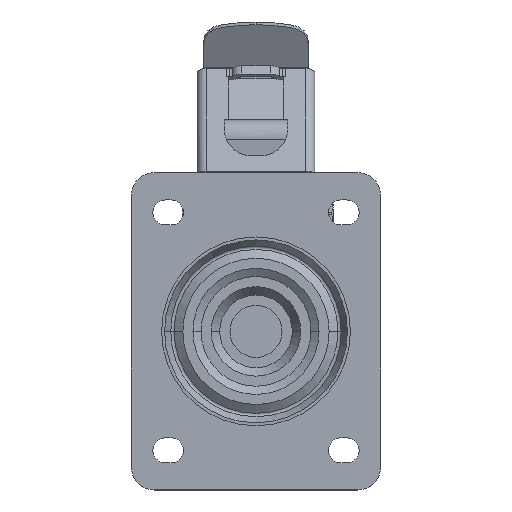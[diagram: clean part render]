
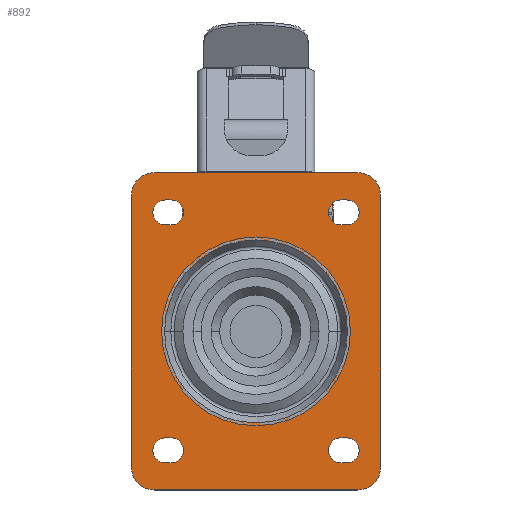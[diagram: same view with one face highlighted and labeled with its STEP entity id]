
A CAD part, top view. The second image highlights one B-rep face of the part: STEP entity #892.
In plain terms, the highlighted planar face has unit normal (0, 0, 1).
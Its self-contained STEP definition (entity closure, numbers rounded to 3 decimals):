
#892=ADVANCED_FACE('',(#1719,#1720,#1721,#1722,#1723,#1724),#1725,.F.);
#1719=FACE_BOUND('',#2516,.T.);
#1720=FACE_BOUND('',#2517,.T.);
#1721=FACE_BOUND('',#2518,.T.);
#1722=FACE_BOUND('',#2519,.T.);
#1723=FACE_BOUND('',#2520,.T.);
#1724=FACE_OUTER_BOUND('',#2521,.T.);
#1725=PLANE('',#2522);
#2516=EDGE_LOOP('',(#4763,#4764,#4765,#4766));
#2517=EDGE_LOOP('',(#4767,#4768,#4769,#4770));
#2518=EDGE_LOOP('',(#4771,#4772,#4773,#4774));
#2519=EDGE_LOOP('',(#4775,#4776,#4777,#4778));
#2520=EDGE_LOOP('',(#4779,#4780));
#2521=EDGE_LOOP('',(#4781,#4782,#4783,#4784,#4785,#4786,#4787,#4788));
#2522=AXIS2_PLACEMENT_3D('',#4789,#4790,#4791);
#4763=ORIENTED_EDGE('',*,*,#5631,.T.);
#4764=ORIENTED_EDGE('',*,*,#5635,.T.);
#4765=ORIENTED_EDGE('',*,*,#5622,.T.);
#4766=ORIENTED_EDGE('',*,*,#5627,.T.);
#4767=ORIENTED_EDGE('',*,*,#5647,.T.);
#4768=ORIENTED_EDGE('',*,*,#5651,.T.);
#4769=ORIENTED_EDGE('',*,*,#5638,.T.);
#4770=ORIENTED_EDGE('',*,*,#5643,.T.);
#4771=ORIENTED_EDGE('',*,*,#5663,.T.);
#4772=ORIENTED_EDGE('',*,*,#5667,.T.);
#4773=ORIENTED_EDGE('',*,*,#5654,.T.);
#4774=ORIENTED_EDGE('',*,*,#5659,.T.);
#4775=ORIENTED_EDGE('',*,*,#5679,.T.);
#4776=ORIENTED_EDGE('',*,*,#5683,.T.);
#4777=ORIENTED_EDGE('',*,*,#5670,.T.);
#4778=ORIENTED_EDGE('',*,*,#5675,.T.);
#4779=ORIENTED_EDGE('',*,*,#5618,.T.);
#4780=ORIENTED_EDGE('',*,*,#5687,.T.);
#4781=ORIENTED_EDGE('',*,*,#5719,.F.);
#4782=ORIENTED_EDGE('',*,*,#5691,.F.);
#4783=ORIENTED_EDGE('',*,*,#5696,.F.);
#4784=ORIENTED_EDGE('',*,*,#5700,.F.);
#4785=ORIENTED_EDGE('',*,*,#5704,.F.);
#4786=ORIENTED_EDGE('',*,*,#5708,.F.);
#4787=ORIENTED_EDGE('',*,*,#5712,.F.);
#4788=ORIENTED_EDGE('',*,*,#5716,.F.);
#4789=CARTESIAN_POINT('',(0.,0.0,0.0));
#4790=DIRECTION('',(0.0,0.0,-1.0));
#4791=DIRECTION('',(1.0,0.0,0.0));
#5618=EDGE_CURVE('',#6883,#6880,#6884,.T.);
#5622=EDGE_CURVE('',#6889,#6890,#6891,.T.);
#5627=EDGE_CURVE('',#6890,#6898,#6899,.T.);
#5631=EDGE_CURVE('',#6898,#6904,#6905,.T.);
#5635=EDGE_CURVE('',#6904,#6889,#6910,.T.);
#5638=EDGE_CURVE('',#6913,#6914,#6915,.T.);
#5643=EDGE_CURVE('',#6914,#6922,#6923,.T.);
#5647=EDGE_CURVE('',#6922,#6928,#6929,.T.);
#5651=EDGE_CURVE('',#6928,#6913,#6934,.T.);
#5654=EDGE_CURVE('',#6937,#6938,#6939,.T.);
#5659=EDGE_CURVE('',#6938,#6946,#6947,.T.);
#5663=EDGE_CURVE('',#6946,#6952,#6953,.T.);
#5667=EDGE_CURVE('',#6952,#6937,#6958,.T.);
#5670=EDGE_CURVE('',#6961,#6962,#6963,.T.);
#5675=EDGE_CURVE('',#6962,#6970,#6971,.T.);
#5679=EDGE_CURVE('',#6970,#6976,#6977,.T.);
#5683=EDGE_CURVE('',#6976,#6961,#6982,.T.);
#5687=EDGE_CURVE('',#6880,#6883,#6986,.T.);
#5691=EDGE_CURVE('',#6991,#6993,#6994,.T.);
#5696=EDGE_CURVE('',#6999,#6991,#7001,.T.);
#5700=EDGE_CURVE('',#7005,#6999,#7007,.T.);
#5704=EDGE_CURVE('',#7011,#7005,#7013,.T.);
#5708=EDGE_CURVE('',#7017,#7011,#7019,.T.);
#5712=EDGE_CURVE('',#7023,#7017,#7025,.T.);
#5716=EDGE_CURVE('',#7029,#7023,#7031,.T.);
#5719=EDGE_CURVE('',#6993,#7029,#7034,.T.);
#6880=VERTEX_POINT('',#9663);
#6883=VERTEX_POINT('',#9667);
#6884=CIRCLE('',#9668,40.34);
#6889=VERTEX_POINT('',#9674);
#6890=VERTEX_POINT('',#9675);
#6891=CIRCLE('',#9676,5.5);
#6898=VERTEX_POINT('',#9685);
#6899=LINE('',#9686,#9687);
#6904=VERTEX_POINT('',#9694);
#6905=CIRCLE('',#9695,5.5);
#6910=LINE('',#9701,#9702);
#6913=VERTEX_POINT('',#9706);
#6914=VERTEX_POINT('',#9707);
#6915=CIRCLE('',#9708,5.5);
#6922=VERTEX_POINT('',#9717);
#6923=LINE('',#9718,#9719);
#6928=VERTEX_POINT('',#9726);
#6929=CIRCLE('',#9727,5.5);
#6934=LINE('',#9733,#9734);
#6937=VERTEX_POINT('',#9738);
#6938=VERTEX_POINT('',#9739);
#6939=CIRCLE('',#9740,5.5);
#6946=VERTEX_POINT('',#9749);
#6947=LINE('',#9750,#9751);
#6952=VERTEX_POINT('',#9758);
#6953=CIRCLE('',#9759,5.5);
#6958=LINE('',#9765,#9766);
#6961=VERTEX_POINT('',#9770);
#6962=VERTEX_POINT('',#9771);
#6963=CIRCLE('',#9772,5.5);
#6970=VERTEX_POINT('',#9781);
#6971=LINE('',#9782,#9783);
#6976=VERTEX_POINT('',#9790);
#6977=CIRCLE('',#9791,5.5);
#6982=LINE('',#9797,#9798);
#6986=CIRCLE('',#9803,40.34);
#6991=VERTEX_POINT('',#9809);
#6993=VERTEX_POINT('',#9812);
#6994=LINE('',#9813,#9814);
#6999=VERTEX_POINT('',#9820);
#7001=CIRCLE('',#9823,10.0);
#7005=VERTEX_POINT('',#9828);
#7007=LINE('',#9831,#9832);
#7011=VERTEX_POINT('',#9836);
#7013=CIRCLE('',#9839,10.);
#7017=VERTEX_POINT('',#9844);
#7019=LINE('',#9847,#9848);
#7023=VERTEX_POINT('',#9852);
#7025=CIRCLE('',#9855,10.0);
#7029=VERTEX_POINT('',#9860);
#7031=LINE('',#9863,#9864);
#7034=CIRCLE('',#9867,10.);
#9663=CARTESIAN_POINT('',(40.34,0.,0.0));
#9667=CARTESIAN_POINT('',(-40.34,0.,0.0));
#9668=AXIS2_PLACEMENT_3D('',#10858,#10859,#10860);
#9674=CARTESIAN_POINT('',(37.5,47.0,0.0));
#9675=CARTESIAN_POINT('',(37.5,58.0,0.0));
#9676=AXIS2_PLACEMENT_3D('',#10865,#10866,#10867);
#9685=CARTESIAN_POINT('',(40.0,58.0,0.0));
#9686=CARTESIAN_POINT('',(19.375,58.0,0.0));
#9687=VECTOR('',#10873,1.0);
#9694=CARTESIAN_POINT('',(40.0,47.0,0.0));
#9695=AXIS2_PLACEMENT_3D('',#10876,#10877,#10878);
#9701=CARTESIAN_POINT('',(19.063,47.0,0.0));
#9702=VECTOR('',#10883,1.0);
#9706=CARTESIAN_POINT('',(37.5,-58.0,0.0));
#9707=CARTESIAN_POINT('',(37.5,-47.0,0.0));
#9708=AXIS2_PLACEMENT_3D('',#10885,#10886,#10887);
#9717=CARTESIAN_POINT('',(40.0,-47.0,0.0));
#9718=CARTESIAN_POINT('',(19.375,-47.0,0.0));
#9719=VECTOR('',#10893,1.0);
#9726=CARTESIAN_POINT('',(40.0,-58.0,0.0));
#9727=AXIS2_PLACEMENT_3D('',#10896,#10897,#10898);
#9733=CARTESIAN_POINT('',(19.063,-58.0,0.0));
#9734=VECTOR('',#10903,1.0);
#9738=CARTESIAN_POINT('',(-40.0,47.0,0.0));
#9739=CARTESIAN_POINT('',(-40.0,58.0,0.0));
#9740=AXIS2_PLACEMENT_3D('',#10905,#10906,#10907);
#9749=CARTESIAN_POINT('',(-37.5,58.0,0.0));
#9750=CARTESIAN_POINT('',(-19.375,58.0,0.0));
#9751=VECTOR('',#10913,1.0);
#9758=CARTESIAN_POINT('',(-37.5,47.0,0.0));
#9759=AXIS2_PLACEMENT_3D('',#10916,#10917,#10918);
#9765=CARTESIAN_POINT('',(-19.688,47.0,0.0));
#9766=VECTOR('',#10923,1.0);
#9770=CARTESIAN_POINT('',(-40.0,-58.0,0.0));
#9771=CARTESIAN_POINT('',(-40.0,-47.0,0.0));
#9772=AXIS2_PLACEMENT_3D('',#10925,#10926,#10927);
#9781=CARTESIAN_POINT('',(-37.5,-47.0,0.0));
#9782=CARTESIAN_POINT('',(-19.375,-47.0,0.0));
#9783=VECTOR('',#10933,1.0);
#9790=CARTESIAN_POINT('',(-37.5,-58.0,0.0));
#9791=AXIS2_PLACEMENT_3D('',#10936,#10937,#10938);
#9797=CARTESIAN_POINT('',(-19.688,-58.0,0.0));
#9798=VECTOR('',#10943,1.0);
#9803=AXIS2_PLACEMENT_3D('',#10948,#10949,#10950);
#9809=CARTESIAN_POINT('',(-55.0,-60.0,0.0));
#9812=CARTESIAN_POINT('',(-55.0,60.0,0.0));
#9813=CARTESIAN_POINT('',(-55.0,-60.0,0.0));
#9814=VECTOR('',#10953,1.0);
#9820=CARTESIAN_POINT('',(-45.0,-70.0,0.0));
#9823=AXIS2_PLACEMENT_3D('',#10959,#10960,#10961);
#9828=CARTESIAN_POINT('',(45.0,-70.0,0.0));
#9831=CARTESIAN_POINT('',(45.0,-70.0,0.0));
#9832=VECTOR('',#10964,1.0);
#9836=CARTESIAN_POINT('',(55.0,-60.0,0.0));
#9839=AXIS2_PLACEMENT_3D('',#10969,#10970,#10971);
#9844=CARTESIAN_POINT('',(55.0,60.0,0.0));
#9847=CARTESIAN_POINT('',(55.0,60.0,0.0));
#9848=VECTOR('',#10974,1.0);
#9852=CARTESIAN_POINT('',(45.0,70.0,0.0));
#9855=AXIS2_PLACEMENT_3D('',#10979,#10980,#10981);
#9860=CARTESIAN_POINT('',(-45.0,70.0,0.0));
#9863=CARTESIAN_POINT('',(-45.0,70.0,0.0));
#9864=VECTOR('',#10984,1.0);
#9867=AXIS2_PLACEMENT_3D('',#10988,#10989,#10990);
#10858=CARTESIAN_POINT('',(0.0,0.0,0.0));
#10859=DIRECTION('',(0.0,0.0,-1.0));
#10860=DIRECTION('',(1.0,0.0,0.0));
#10865=CARTESIAN_POINT('',(37.5,52.5,0.0));
#10866=DIRECTION('',(0.0,0.0,-1.0));
#10867=DIRECTION('',(0.,1.0,0.0));
#10873=DIRECTION('',(1.0,-0.0,0.0));
#10876=CARTESIAN_POINT('',(40.0,52.5,0.0));
#10877=DIRECTION('',(-0.0,0.0,-1.0));
#10878=DIRECTION('',(0.,-1.0,0.0));
#10883=DIRECTION('',(-1.0,-0.0,-0.0));
#10885=CARTESIAN_POINT('',(37.5,-52.5,0.0));
#10886=DIRECTION('',(0.0,0.0,-1.0));
#10887=DIRECTION('',(0.,1.0,0.0));
#10893=DIRECTION('',(1.0,-0.0,0.0));
#10896=CARTESIAN_POINT('',(40.0,-52.5,0.0));
#10897=DIRECTION('',(-0.0,0.0,-1.0));
#10898=DIRECTION('',(0.,-1.0,0.0));
#10903=DIRECTION('',(-1.0,-0.0,-0.0));
#10905=CARTESIAN_POINT('',(-40.0,52.5,0.0));
#10906=DIRECTION('',(0.0,0.0,-1.0));
#10907=DIRECTION('',(0.,1.0,0.0));
#10913=DIRECTION('',(1.0,-0.0,0.0));
#10916=CARTESIAN_POINT('',(-37.5,52.5,0.0));
#10917=DIRECTION('',(-0.0,0.0,-1.0));
#10918=DIRECTION('',(0.,-1.0,0.0));
#10923=DIRECTION('',(-1.0,-0.0,-0.0));
#10925=CARTESIAN_POINT('',(-40.0,-52.5,0.0));
#10926=DIRECTION('',(0.0,0.0,-1.0));
#10927=DIRECTION('',(0.,1.0,0.0));
#10933=DIRECTION('',(1.0,-0.0,0.0));
#10936=CARTESIAN_POINT('',(-37.5,-52.5,0.0));
#10937=DIRECTION('',(-0.0,0.0,-1.0));
#10938=DIRECTION('',(0.,-1.0,0.0));
#10943=DIRECTION('',(-1.0,-0.0,-0.0));
#10948=CARTESIAN_POINT('',(0.0,0.0,0.0));
#10949=DIRECTION('',(0.0,0.0,-1.0));
#10950=DIRECTION('',(1.0,0.0,0.0));
#10953=DIRECTION('',(0.0,1.0,0.0));
#10959=CARTESIAN_POINT('',(-45.0,-60.0,0.0));
#10960=DIRECTION('',(-0.0,0.0,-1.0));
#10961=DIRECTION('',(0.,-1.0,0.0));
#10964=DIRECTION('',(-1.0,0.0,0.0));
#10969=CARTESIAN_POINT('',(45.0,-60.0,0.0));
#10970=DIRECTION('',(0.0,0.0,-1.0));
#10971=DIRECTION('',(1.0,0.,0.0));
#10974=DIRECTION('',(0.0,-1.0,0.0));
#10979=CARTESIAN_POINT('',(45.0,60.0,0.0));
#10980=DIRECTION('',(0.0,0.0,-1.0));
#10981=DIRECTION('',(0.,1.0,0.0));
#10984=DIRECTION('',(1.0,0.0,0.0));
#10988=CARTESIAN_POINT('',(-45.0,60.0,0.0));
#10989=DIRECTION('',(-0.0,0.0,-1.0));
#10990=DIRECTION('',(-1.0,0.,0.0));
